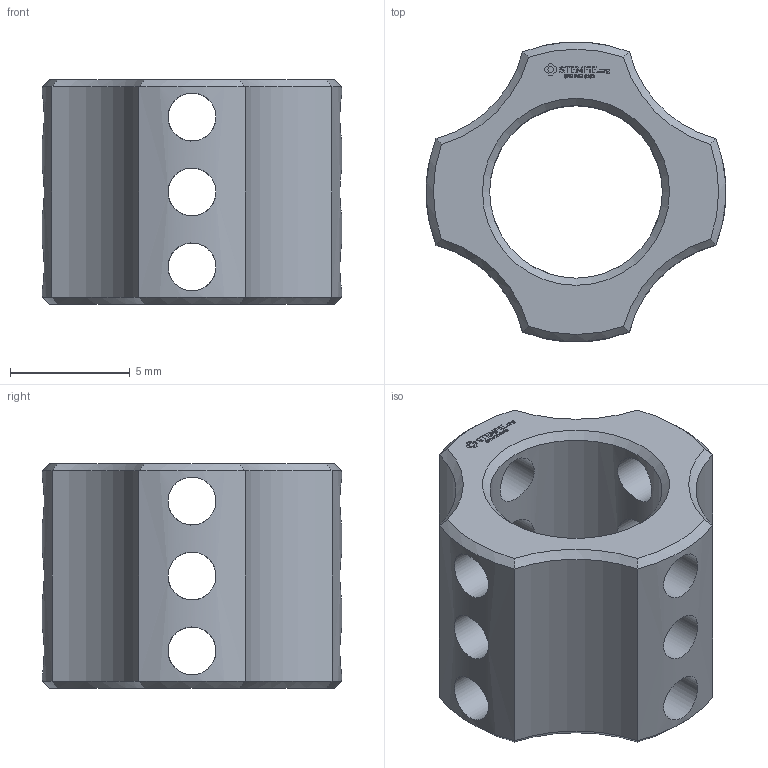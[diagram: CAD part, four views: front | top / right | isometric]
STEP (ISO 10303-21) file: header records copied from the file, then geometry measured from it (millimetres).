
FILE_DESCRIPTION(('FreeCAD Model'),'2;1');
FILE_NAME('Open CASCADE Shape Model','2024-02-18T17:32:26',(''),(''), 'Open CASCADE STEP processor 7.6','FreeCAD','Unknown');
FILE_SCHEMA(('AUTOMOTIVE_DESIGN { 1 0 10303 214 1 1 1 1 }'));
Length unit declared in the file: millimetre
Products named in the file (1): Power-Transmission Hub PLN IDX FRE BU00.75 - SPN-PTH-0102 
(stemfie.org)
Bounding box: 12.5 x 12.5 x 9.38 mm (x, y, z)
Volume: 501 mm3; surface area: 818.7 mm2
Topology: 1 solids, 1 shells, 484 faces, 1350 edges, 896 vertices
Faces by surface type: plane 313, extrusion 132, cylinder 21, cone 18
Full cylindrical faces by diameter (mm): 2 x12, 7.2 x1
Entity records: 36592 total; most frequent: CARTESIAN_POINT 10505, DIRECTION 4272, VECTOR 3444, LINE 3312, ORIENTED_EDGE 2700, PCURVE 2700, DEFINITIONAL_REPRESENTATION 2700, EDGE_CURVE 1350
